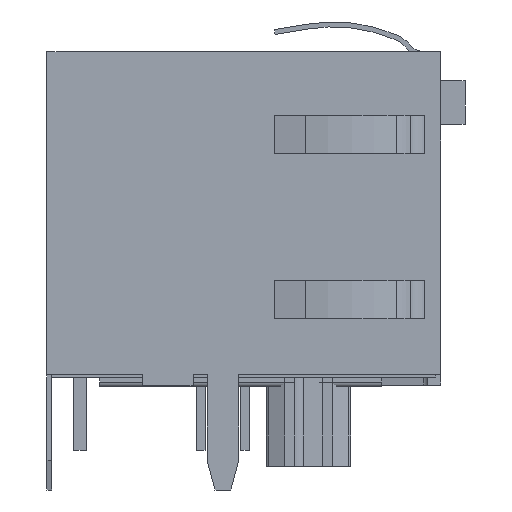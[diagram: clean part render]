
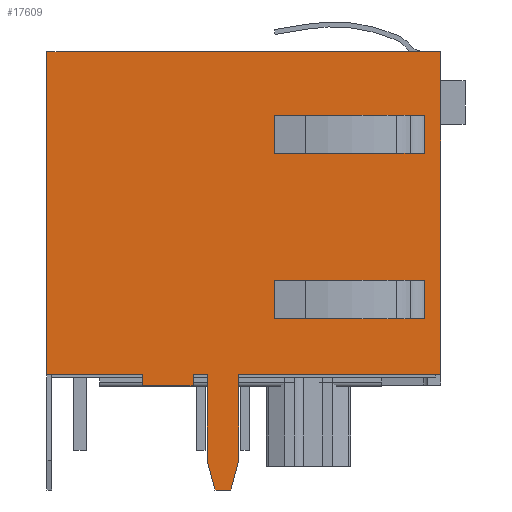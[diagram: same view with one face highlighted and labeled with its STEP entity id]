
A CAD part, left-side view. The second image highlights one B-rep face of the part: STEP entity #17609.
In plain terms, the highlighted planar face has unit normal (-1, 0, 0).
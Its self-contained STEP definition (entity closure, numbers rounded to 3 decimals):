
#1401=FACE_OUTER_BOUND('',#2405,.T.);
#2405=EDGE_LOOP('',(#14561,#14562,#14563,#14564,#14565,#14566,#14567,#14568,
#14569,#14570,#14571,#14572,#14573,#14574));
#3932=LINE('',#27298,#6096);
#3942=LINE('',#27317,#6106);
#3943=LINE('',#27319,#6107);
#3944=LINE('',#27322,#6108);
#3947=LINE('',#27328,#6111);
#3949=LINE('',#27332,#6113);
#3951=LINE('',#27336,#6115);
#3953=LINE('',#27340,#6117);
#3955=LINE('',#27343,#6119);
#4018=LINE('',#27469,#6182);
#4138=LINE('',#27707,#6302);
#4145=LINE('',#27721,#6309);
#4146=LINE('',#27722,#6310);
#4147=LINE('',#27723,#6311);
#6096=VECTOR('',#22455,0.559);
#6106=VECTOR('',#22471,2.032);
#6107=VECTOR('',#22474,0.457);
#6108=VECTOR('',#22477,0.457);
#6111=VECTOR('',#22482,3.438);
#6113=VECTOR('',#22486,1.227);
#6115=VECTOR('',#22490,0.635);
#6117=VECTOR('',#22494,1.227);
#6119=VECTOR('',#22498,3.438);
#6182=VECTOR('',#22571,15.748);
#6302=VECTOR('',#22793,12.903);
#6309=VECTOR('',#22802,12.903);
#6310=VECTOR('',#22803,3.81);
#6311=VECTOR('',#22804,8.077);
#8019=VERTEX_POINT('',#27295);
#8020=VERTEX_POINT('',#27297);
#8025=VERTEX_POINT('',#27313);
#8026=VERTEX_POINT('',#27315);
#8027=VERTEX_POINT('',#27321);
#8028=VERTEX_POINT('',#27325);
#8029=VERTEX_POINT('',#27327);
#8030=VERTEX_POINT('',#27331);
#8031=VERTEX_POINT('',#27335);
#8032=VERTEX_POINT('',#27339);
#8088=VERTEX_POINT('',#27465);
#8090=VERTEX_POINT('',#27468);
#8157=VERTEX_POINT('',#27706);
#8163=VERTEX_POINT('',#27720);
#10168=EDGE_CURVE('',#8019,#8020,#3932,.T.);
#10178=EDGE_CURVE('',#8025,#8026,#3942,.T.);
#10179=EDGE_CURVE('',#8020,#8026,#3943,.T.);
#10180=EDGE_CURVE('',#8027,#8025,#3944,.T.);
#10183=EDGE_CURVE('',#8029,#8028,#3947,.T.);
#10185=EDGE_CURVE('',#8030,#8029,#3949,.T.);
#10187=EDGE_CURVE('',#8031,#8030,#3951,.T.);
#10189=EDGE_CURVE('',#8032,#8031,#3953,.T.);
#10191=EDGE_CURVE('',#8019,#8032,#3955,.T.);
#10254=EDGE_CURVE('',#8090,#8088,#4018,.T.);
#10374=EDGE_CURVE('',#8157,#8090,#4138,.T.);
#10381=EDGE_CURVE('',#8088,#8163,#4145,.T.);
#10382=EDGE_CURVE('',#8027,#8163,#4146,.T.);
#10383=EDGE_CURVE('',#8157,#8028,#4147,.T.);
#14561=ORIENTED_EDGE('',*,*,#10374,.T.);
#14562=ORIENTED_EDGE('',*,*,#10254,.T.);
#14563=ORIENTED_EDGE('',*,*,#10381,.T.);
#14564=ORIENTED_EDGE('',*,*,#10382,.F.);
#14565=ORIENTED_EDGE('',*,*,#10180,.T.);
#14566=ORIENTED_EDGE('',*,*,#10178,.T.);
#14567=ORIENTED_EDGE('',*,*,#10179,.F.);
#14568=ORIENTED_EDGE('',*,*,#10168,.F.);
#14569=ORIENTED_EDGE('',*,*,#10191,.T.);
#14570=ORIENTED_EDGE('',*,*,#10189,.T.);
#14571=ORIENTED_EDGE('',*,*,#10187,.T.);
#14572=ORIENTED_EDGE('',*,*,#10185,.T.);
#14573=ORIENTED_EDGE('',*,*,#10183,.T.);
#14574=ORIENTED_EDGE('',*,*,#10383,.F.);
#16617=PLANE('',#18978);
#17609=ADVANCED_FACE('',(#1401),#16617,.T.);
#18978=AXIS2_PLACEMENT_3D('',#27719,#22800,#22801);
#22455=DIRECTION('',(0.,1.,0.));
#22471=DIRECTION('',(0.,-1.,0.));
#22474=DIRECTION('',(0.,0.,-1.));
#22477=DIRECTION('',(0.,0.,-1.));
#22482=DIRECTION('',(0.,0.,1.));
#22486=DIRECTION('',(0.,-0.259,0.966));
#22490=DIRECTION('',(0.,-1.,0.));
#22494=DIRECTION('',(0.,-0.259,-0.966));
#22498=DIRECTION('',(0.,0.,-1.));
#22571=DIRECTION('',(0.,1.,0.));
#22793=DIRECTION('',(0.,0.,1.));
#22800=DIRECTION('center_axis',(-1.,0.,0.));
#22801=DIRECTION('ref_axis',(0.,0.,1.));
#22802=DIRECTION('',(0.,0.,-1.));
#22803=DIRECTION('',(0.,1.,0.));
#22804=DIRECTION('',(0.,1.,0.));
#27295=CARTESIAN_POINT('',(-16.129,0.635,0.457));
#27297=CARTESIAN_POINT('',(-16.129,1.194,0.457));
#27298=CARTESIAN_POINT('',(-16.129,-8.517,0.457));
#27313=CARTESIAN_POINT('',(-16.129,3.226,0.));
#27315=CARTESIAN_POINT('',(-16.129,1.194,0.));
#27317=CARTESIAN_POINT('',(-16.129,3.226,0.));
#27319=CARTESIAN_POINT('',(-16.129,1.194,0.457));
#27321=CARTESIAN_POINT('',(-16.129,3.226,0.457));
#27322=CARTESIAN_POINT('',(-16.129,3.226,0.457));
#27325=CARTESIAN_POINT('',(-16.129,-0.635,0.457));
#27327=CARTESIAN_POINT('',(-16.129,-0.635,-2.981));
#27328=CARTESIAN_POINT('',(-16.129,-0.635,-2.981));
#27331=CARTESIAN_POINT('',(-16.129,-0.317,-4.166));
#27332=CARTESIAN_POINT('',(-16.129,-0.317,-4.166));
#27335=CARTESIAN_POINT('',(-16.129,0.318,-4.166));
#27336=CARTESIAN_POINT('',(-16.129,0.318,-4.166));
#27339=CARTESIAN_POINT('',(-16.129,0.635,-2.981));
#27340=CARTESIAN_POINT('',(-16.129,0.635,-2.981));
#27343=CARTESIAN_POINT('',(-16.129,0.635,0.457));
#27465=CARTESIAN_POINT('',(-16.129,7.036,13.36));
#27468=CARTESIAN_POINT('',(-16.129,-8.712,13.36));
#27469=CARTESIAN_POINT('',(-16.129,-8.712,13.36));
#27706=CARTESIAN_POINT('',(-16.129,-8.712,0.457));
#27707=CARTESIAN_POINT('',(-16.129,-8.712,0.457));
#27719=CARTESIAN_POINT('Origin',(-16.129,-8.712,0.457));
#27720=CARTESIAN_POINT('',(-16.129,7.036,0.457));
#27721=CARTESIAN_POINT('',(-16.129,7.036,13.36));
#27722=CARTESIAN_POINT('',(-16.129,-8.517,0.457));
#27723=CARTESIAN_POINT('',(-16.129,-8.712,0.457));
